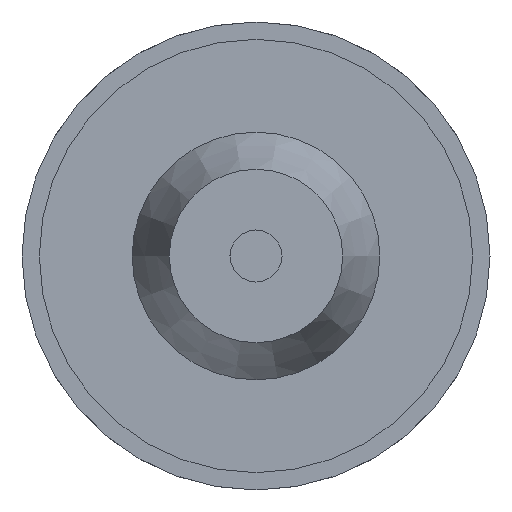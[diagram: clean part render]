
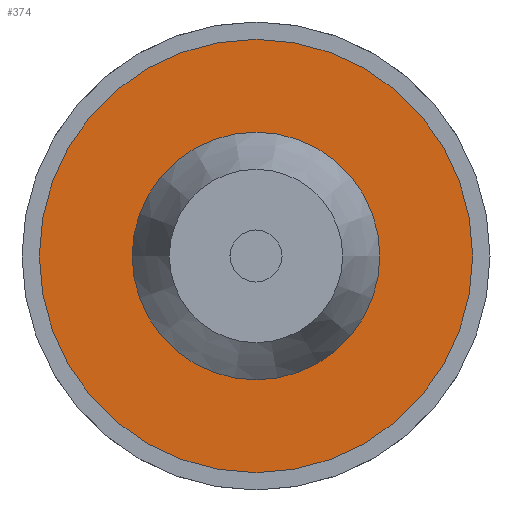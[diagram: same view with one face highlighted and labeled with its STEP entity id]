
A CAD part, front view. The second image highlights one B-rep face of the part: STEP entity #374.
In plain terms, the highlighted planar face has unit normal (0, -1, 0).
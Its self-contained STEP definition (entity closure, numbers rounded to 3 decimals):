
#41=FACE_BOUND('',#117,.T.);
#62=CIRCLE('',#414,12.5);
#63=CIRCLE('',#416,7.143);
#85=FACE_OUTER_BOUND('',#116,.T.);
#116=EDGE_LOOP('',(#320));
#117=EDGE_LOOP('',(#321));
#187=VERTEX_POINT('',#734);
#188=VERTEX_POINT('',#737);
#235=EDGE_CURVE('',#187,#187,#62,.T.);
#236=EDGE_CURVE('',#188,#188,#63,.T.);
#320=ORIENTED_EDGE('',*,*,#235,.T.);
#321=ORIENTED_EDGE('',*,*,#236,.F.);
#352=PLANE('',#415);
#374=ADVANCED_FACE('',(#85,#41),#352,.T.);
#414=AXIS2_PLACEMENT_3D('',#735,#506,#507);
#415=AXIS2_PLACEMENT_3D('',#736,#508,#509);
#416=AXIS2_PLACEMENT_3D('',#738,#510,#511);
#506=DIRECTION('center_axis',(0.,-1.,0.));
#507=DIRECTION('ref_axis',(1.,0.,0.));
#508=DIRECTION('center_axis',(0.,-1.,0.));
#509=DIRECTION('ref_axis',(0.,0.,-1.));
#510=DIRECTION('center_axis',(0.,-1.,0.));
#511=DIRECTION('ref_axis',(1.,0.,0.));
#734=CARTESIAN_POINT('',(12.5,4.5,0.));
#735=CARTESIAN_POINT('Origin',(0.,4.5,0.));
#736=CARTESIAN_POINT('Origin',(7.143,4.5,0.));
#737=CARTESIAN_POINT('',(7.143,4.5,0.));
#738=CARTESIAN_POINT('Origin',(0.,4.5,0.));
